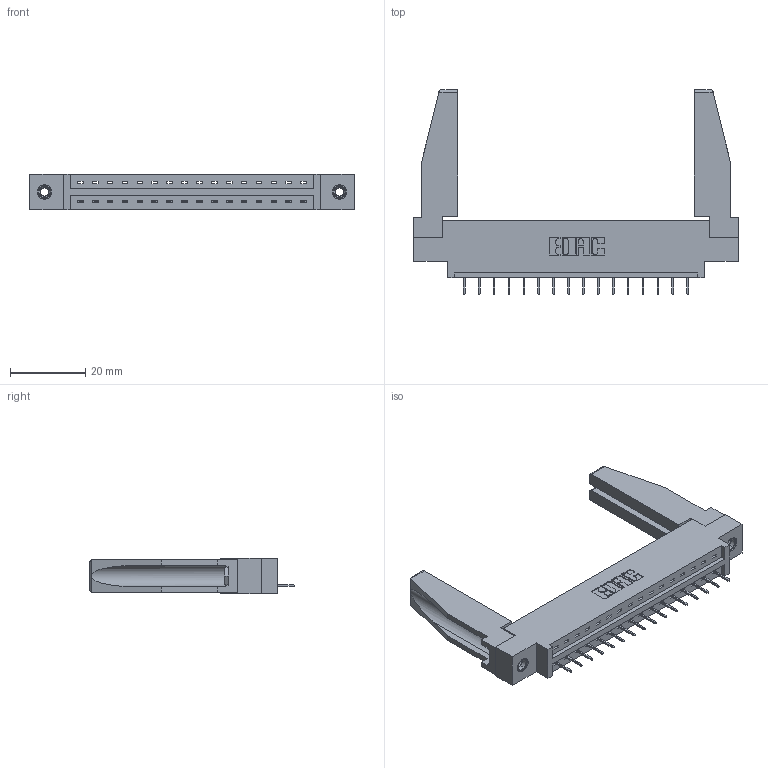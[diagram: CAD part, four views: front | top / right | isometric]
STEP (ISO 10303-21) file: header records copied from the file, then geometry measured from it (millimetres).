
FILE_DESCRIPTION (( 'STEP AP203' ), '1' );
FILE_NAME ('337-016-524-678.STEP', '2019-09-28T17:40:11', ( '' ), ( '' ), 'SwSTEP 2.0', 'SolidWorks 2016', '' );
FILE_SCHEMA (( 'CONFIG_CONTROL_DESIGN' ));
Length unit declared in the file: inch
Products named in the file (5): 337 Part_0.170 Offset - 0.156 Dia-TI; 345-250-001_345-250-001-102; 337-016-524-678; 345-292-001_345-293-124; 307-220-078
Assembly tree (21 placements, depth 2):
  337-016-524-678
    337 Part_0.170 Offset - 0.156 Dia-TI
    345-292-001_345-293-124  x16
    345-250-001_345-250-001-102  x2
    307-220-078  x2
Bounding box: 86.41 x 54.49 x 9.4 mm (x, y, z)
Volume: 12468.2 mm3; surface area: 12324.3 mm2
Topology: 21 solids, 21 shells, 1304 faces, 3725 edges, 2410 vertices
Faces by surface type: plane 990, cylinder 298, cone 12, torus 4
Entity records: 17902 total; most frequent: CARTESIAN_POINT 3108, ORIENTED_EDGE 3016, DIRECTION 2680, EDGE_CURVE 1508, VECTOR 1346, LINE 1346, VERTEX_POINT 996, AXIS2_PLACEMENT_3D 667
